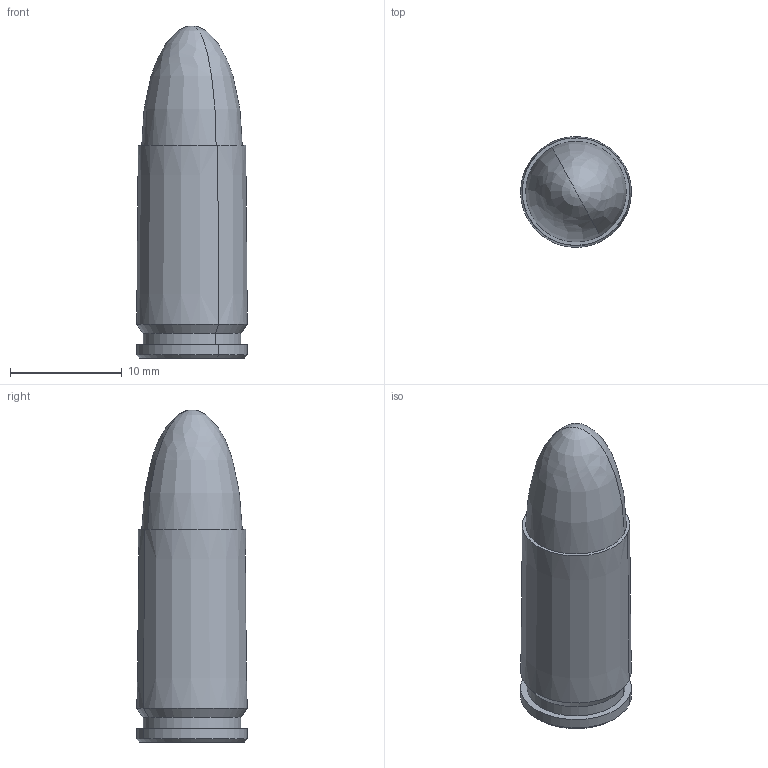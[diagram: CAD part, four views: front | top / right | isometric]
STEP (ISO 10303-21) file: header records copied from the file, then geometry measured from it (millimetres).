
FILE_DESCRIPTION(('CATIA V5 STEP Exchange'),'2;1');
FILE_NAME('9x19mm.stp','2020-11-30T12:04:34+00:00',('none'),('none'),'CATIA Version 5 Release 18 GA (IN-10)','CATIA V5 STEP AP203','none');
FILE_SCHEMA(('CONFIG_CONTROL_DESIGN'));
Length unit declared in the file: millimetre
Products named in the file (1): 9x19mm
Bounding box: 9.9 x 9.9 x 29.65 mm (x, y, z)
Volume: 1825.1 mm3; surface area: 955.3 mm2
Topology: 1 solids, 1 shells, 19 faces, 40 edges, 23 vertices
Faces by surface type: cone 8, cylinder 6, plane 3, revolution 2
Entity records: 491 total; most frequent: CARTESIAN_POINT 94, ORIENTED_EDGE 72, DIRECTION 56, EDGE_CURVE 36, AXIS2_PLACEMENT_3D 31, EDGE_LOOP 22, VERTEX_POINT 22, CIRCLE 20
